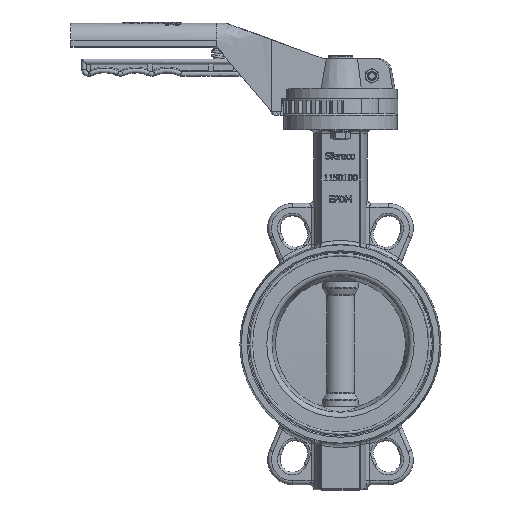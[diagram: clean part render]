
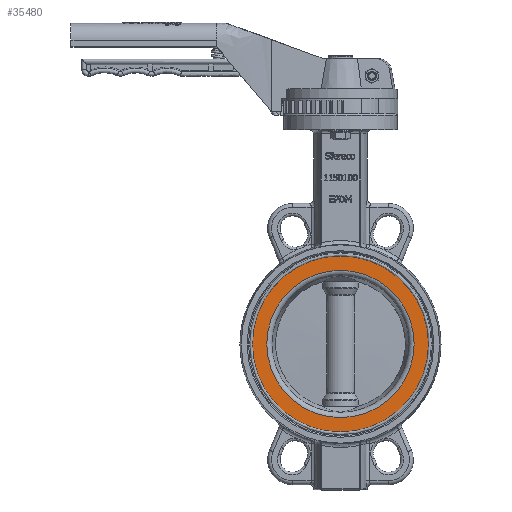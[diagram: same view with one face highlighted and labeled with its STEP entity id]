
A CAD part, top view. The second image highlights one B-rep face of the part: STEP entity #35480.
In plain terms, the highlighted planar face has unit normal (0, 0, 1).
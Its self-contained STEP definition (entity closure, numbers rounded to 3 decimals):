
#1476=CIRCLE('',#37622,56.035);
#1479=CIRCLE('',#37626,67.);
#2720=FACE_BOUND('',#7351,.T.);
#5120=FACE_OUTER_BOUND('',#7350,.T.);
#7350=EDGE_LOOP('',(#27292));
#7351=EDGE_LOOP('',(#27293));
#15641=VERTEX_POINT('',#62967);
#15644=VERTEX_POINT('',#62974);
#19838=EDGE_CURVE('',#15641,#15641,#1476,.T.);
#19841=EDGE_CURVE('',#15644,#15644,#1479,.T.);
#27292=ORIENTED_EDGE('',*,*,#19841,.T.);
#27293=ORIENTED_EDGE('',*,*,#19838,.F.);
#33996=PLANE('',#37643);
#35480=ADVANCED_FACE('',(#5120,#2720),#33996,.F.);
#37622=AXIS2_PLACEMENT_3D('',#62968,#42850,#42851);
#37626=AXIS2_PLACEMENT_3D('',#62975,#42858,#42859);
#37643=AXIS2_PLACEMENT_3D('',#63024,#42896,#42897);
#42850=DIRECTION('center_axis',(0.,0.,1.));
#42851=DIRECTION('ref_axis',(1.,0.,0.));
#42858=DIRECTION('center_axis',(0.,0.,1.));
#42859=DIRECTION('ref_axis',(1.,0.,0.));
#42896=DIRECTION('center_axis',(0.,0.,-1.));
#42897=DIRECTION('ref_axis',(-1.,0.,0.));
#62967=CARTESIAN_POINT('',(56.035,0.,26.25));
#62968=CARTESIAN_POINT('Origin',(0.,0.,26.25));
#62974=CARTESIAN_POINT('',(67.,0.,26.25));
#62975=CARTESIAN_POINT('Origin',(0.,0.,26.25));
#63024=CARTESIAN_POINT('Origin',(0.,60.034,26.25));
